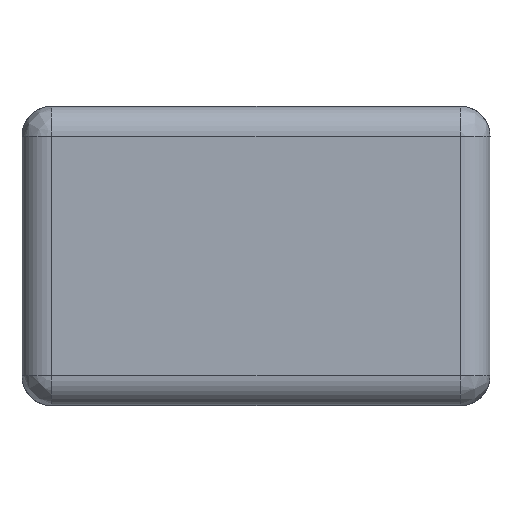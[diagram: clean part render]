
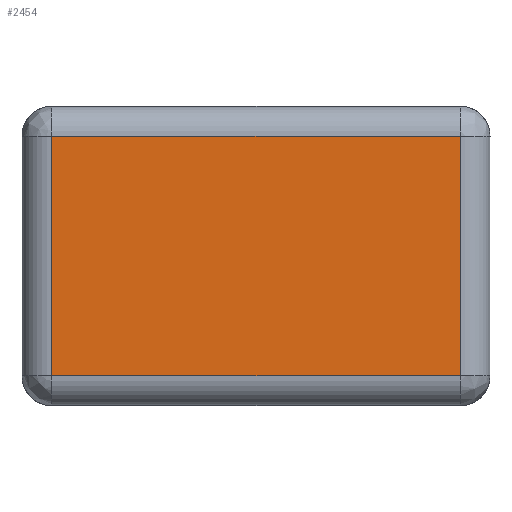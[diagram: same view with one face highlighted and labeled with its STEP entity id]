
A CAD part, left-side view. The second image highlights one B-rep face of the part: STEP entity #2454.
In plain terms, the highlighted planar face has unit normal (-1, 0, 0).
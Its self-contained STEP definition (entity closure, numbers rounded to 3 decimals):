
#70 = DIRECTION ( 'NONE',  ( 0., -1., 0. ) ) ;
#91 = CARTESIAN_POINT ( 'NONE',  ( -1., -0.545, 0.09 ) ) ;
#152 = VERTEX_POINT ( 'NONE', #3910 ) ;
#159 = CARTESIAN_POINT ( 'NONE',  ( -1., 0., 0.73 ) ) ;
#264 = DIRECTION ( 'NONE',  ( 0., -1., 0. ) ) ;
#296 = LINE ( 'NONE', #3828, #1015 ) ;
#330 = VERTEX_POINT ( 'NONE', #3397 ) ;
#367 = VECTOR ( 'NONE', #70, 1000. ) ;
#435 = PLANE ( 'NONE',  #2761 ) ;
#470 = DIRECTION ( 'NONE',  ( 0., -1., 0. ) ) ;
#1015 = VECTOR ( 'NONE', #3106, 1000. ) ;
#1199 = LINE ( 'NONE', #1475, #2838 ) ;
#1315 = CARTESIAN_POINT ( 'NONE',  ( -1., 0.625, 0.01 ) ) ;
#1475 = CARTESIAN_POINT ( 'NONE',  ( -1., 0., 0.09 ) ) ;
#1494 = CARTESIAN_POINT ( 'NONE',  ( -1., 0.545, 0.09 ) ) ;
#1926 = DIRECTION ( 'NONE',  ( -1., 0., 0. ) ) ;
#1935 = EDGE_CURVE ( 'NONE', #4462, #2281, #1199, .T. ) ;
#2031 = CARTESIAN_POINT ( 'NONE',  ( -1., -0.545, 0.41 ) ) ;
#2089 = ORIENTED_EDGE ( 'NONE', *, *, #2765, .F. ) ;
#2098 = DIRECTION ( 'NONE',  ( 0., 0., -1. ) ) ;
#2120 = ORIENTED_EDGE ( 'NONE', *, *, #4086, .F. ) ;
#2281 = VERTEX_POINT ( 'NONE', #91 ) ;
#2454 = ADVANCED_FACE ( 'NONE', ( #2908 ), #435, .T. ) ;
#2736 = LINE ( 'NONE', #2031, #4100 ) ;
#2761 = AXIS2_PLACEMENT_3D ( 'NONE', #1315, #1926, #264 ) ;
#2765 = EDGE_CURVE ( 'NONE', #330, #2281, #2736, .T. ) ;
#2838 = VECTOR ( 'NONE', #470, 1000. ) ;
#2908 = FACE_OUTER_BOUND ( 'NONE', #3101, .T. ) ;
#3101 = EDGE_LOOP ( 'NONE', ( #2089, #3504, #2120, #3905 ) ) ;
#3106 = DIRECTION ( 'NONE',  ( 0., 0., 1. ) ) ;
#3225 = LINE ( 'NONE', #159, #367 ) ;
#3397 = CARTESIAN_POINT ( 'NONE',  ( -1., -0.545, 0.73 ) ) ;
#3504 = ORIENTED_EDGE ( 'NONE', *, *, #4360, .F. ) ;
#3828 = CARTESIAN_POINT ( 'NONE',  ( -1., 0.545, 0.41 ) ) ;
#3905 = ORIENTED_EDGE ( 'NONE', *, *, #1935, .T. ) ;
#3910 = CARTESIAN_POINT ( 'NONE',  ( -1., 0.545, 0.73 ) ) ;
#4086 = EDGE_CURVE ( 'NONE', #4462, #152, #296, .T. ) ;
#4100 = VECTOR ( 'NONE', #2098, 1000. ) ;
#4360 = EDGE_CURVE ( 'NONE', #152, #330, #3225, .T. ) ;
#4462 = VERTEX_POINT ( 'NONE', #1494 ) ;
